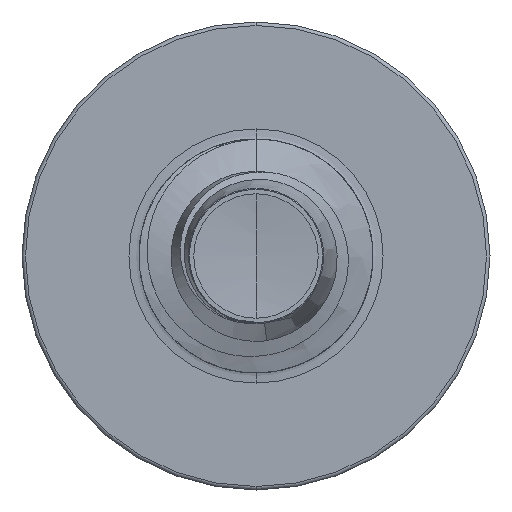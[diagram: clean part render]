
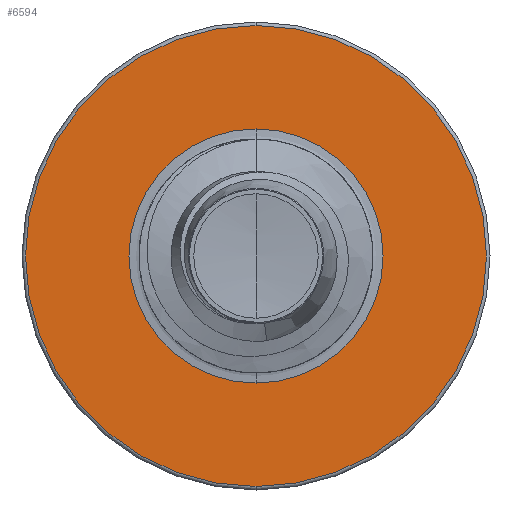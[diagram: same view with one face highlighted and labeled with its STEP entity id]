
A CAD part, front view. The second image highlights one B-rep face of the part: STEP entity #6594.
In plain terms, the highlighted planar face has unit normal (0, -1, 0).
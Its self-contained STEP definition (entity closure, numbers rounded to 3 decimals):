
#732 = DIRECTION ( 'NONE',  ( 0., 0., 1. ) ) ;
#739 = DIRECTION ( 'NONE',  ( 0., 1., 0. ) ) ;
#751 = CARTESIAN_POINT ( 'NONE',  ( 0., 6., 0. ) ) ;
#899 = VERTEX_POINT ( 'NONE', #10092 ) ;
#1467 = AXIS2_PLACEMENT_3D ( 'NONE', #751, #739, #732 ) ;
#1826 = EDGE_CURVE ( 'NONE', #2473, #899, #4623, .T. ) ;
#2024 = AXIS2_PLACEMENT_3D ( 'NONE', #10095, #3166, #11194 ) ;
#2473 = VERTEX_POINT ( 'NONE', #11468 ) ;
#2636 = EDGE_CURVE ( 'NONE', #10666, #7643, #2810, .T. ) ;
#2810 = CIRCLE ( 'NONE', #5446, 1.086 ) ;
#3166 = DIRECTION ( 'NONE',  ( 0., 1., 0. ) ) ;
#3220 = CARTESIAN_POINT ( 'NONE',  ( 0., 6., 1.086 ) ) ;
#3355 = CIRCLE ( 'NONE', #1467, 1.086 ) ;
#3889 = EDGE_CURVE ( 'NONE', #7643, #10666, #3355, .T. ) ;
#4623 = CIRCLE ( 'NONE', #9438, 1.97 ) ;
#5223 = DIRECTION ( 'NONE',  ( 0., 1., 0. ) ) ;
#5446 = AXIS2_PLACEMENT_3D ( 'NONE', #10979, #10975, #10947 ) ;
#6594 = ADVANCED_FACE ( 'NONE', ( #14129, #13795 ), #13510, .F. ) ;
#7281 = ORIENTED_EDGE ( 'NONE', *, *, #1826, .F. ) ;
#7383 = CARTESIAN_POINT ( 'NONE',  ( 0., 6., 0. ) ) ;
#7643 = VERTEX_POINT ( 'NONE', #14578 ) ;
#7860 = ORIENTED_EDGE ( 'NONE', *, *, #3889, .T. ) ;
#7986 = CARTESIAN_POINT ( 'NONE',  ( 0., 6., -1.086 ) ) ;
#9438 = AXIS2_PLACEMENT_3D ( 'NONE', #7383, #10520, #9930 ) ;
#9930 = DIRECTION ( 'NONE',  ( 0., 0., 1. ) ) ;
#10092 = CARTESIAN_POINT ( 'NONE',  ( 0., 6., -1.97 ) ) ;
#10095 = CARTESIAN_POINT ( 'NONE',  ( 0., 6., 0. ) ) ;
#10206 = EDGE_CURVE ( 'NONE', #899, #2473, #11766, .T. ) ;
#10520 = DIRECTION ( 'NONE',  ( 0., 1., 0. ) ) ;
#10666 = VERTEX_POINT ( 'NONE', #3220 ) ;
#10779 = ORIENTED_EDGE ( 'NONE', *, *, #2636, .T. ) ;
#10947 = DIRECTION ( 'NONE',  ( 0., 0., 1. ) ) ;
#10975 = DIRECTION ( 'NONE',  ( 0., 1., 0. ) ) ;
#10979 = CARTESIAN_POINT ( 'NONE',  ( 0., 6., 0. ) ) ;
#11194 = DIRECTION ( 'NONE',  ( 0., 0., 1. ) ) ;
#11468 = CARTESIAN_POINT ( 'NONE',  ( 0., 6., 1.97 ) ) ;
#11766 = CIRCLE ( 'NONE', #2024, 1.97 ) ;
#12548 = ORIENTED_EDGE ( 'NONE', *, *, #10206, .F. ) ;
#13143 = DIRECTION ( 'NONE',  ( 0., 0., 1. ) ) ;
#13510 = PLANE ( 'NONE',  #14258 ) ;
#13709 = EDGE_LOOP ( 'NONE', ( #7281, #12548 ) ) ;
#13795 = FACE_BOUND ( 'NONE', #14346, .T. ) ;
#14129 = FACE_OUTER_BOUND ( 'NONE', #13709, .T. ) ;
#14258 = AXIS2_PLACEMENT_3D ( 'NONE', #7986, #5223, #13143 ) ;
#14346 = EDGE_LOOP ( 'NONE', ( #10779, #7860 ) ) ;
#14578 = CARTESIAN_POINT ( 'NONE',  ( 0., 6., -1.086 ) ) ;
